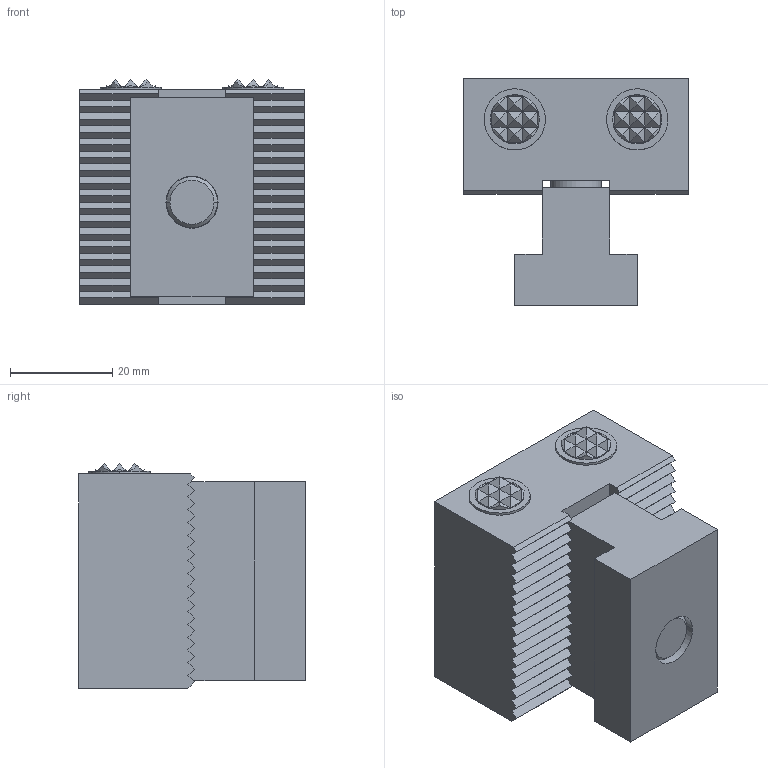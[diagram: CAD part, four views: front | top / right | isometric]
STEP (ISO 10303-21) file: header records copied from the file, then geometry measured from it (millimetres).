
FILE_DESCRIPTION(('STEP AP214'),'1');
FILE_NAME('HALDERV_EH_1586_073.stp','2017-09-06T07:06:57',('TraceParts'),('TraceParts S.A.'),'Spatial InterOp 3D',' ',' ');
FILE_SCHEMA(('automotive_design'));
Length unit declared in the file: millimetre
Products named in the file (5): HALDERV_EH_1586_073_1; HALDERV_EH_1586_073_2; HALDERV_EH_1586_073_3; HALDERV_EH_1586_073_4; HALDERV_EH_1586_073_5
Bounding box: 44 x 44.4 x 44 mm (x, y, z)
Volume: 55224.8 mm3; surface area: 16474.3 mm2
Topology: 5 solids, 5 shells, 283 faces, 603 edges, 335 vertices
Faces by surface type: plane 229, cylinder 50, torus 2, cone 2
Entity records: 9688 total; most frequent: DIRECTION 1330, CARTESIAN_POINT 1226, ORIENTED_EDGE 1206, EDGE_CURVE 603, LINE 452, VECTOR 452, AXIS2_PLACEMENT_3D 439, VERTEX_POINT 335
